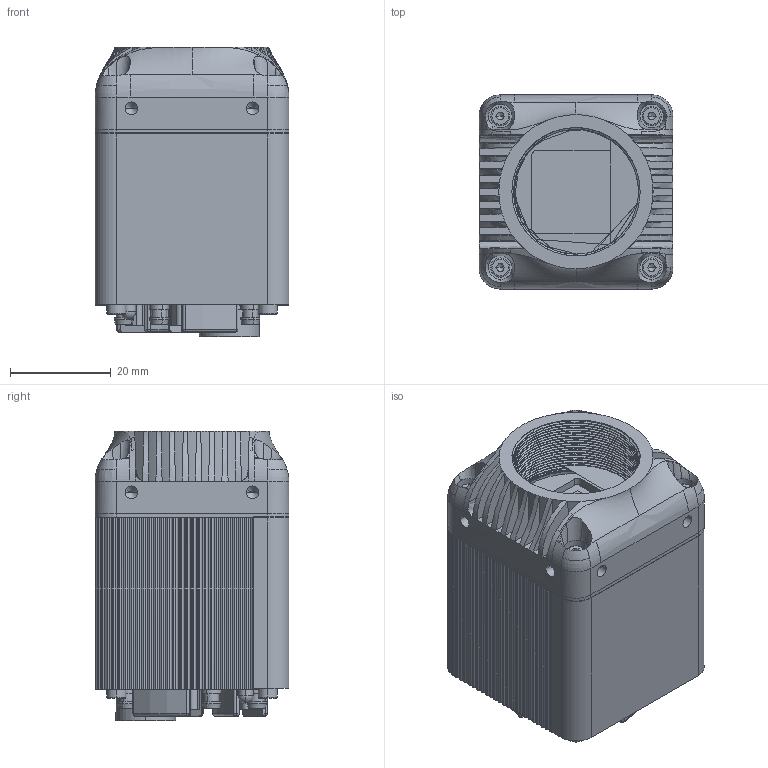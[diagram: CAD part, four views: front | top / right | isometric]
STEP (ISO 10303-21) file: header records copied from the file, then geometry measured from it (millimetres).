
FILE_DESCRIPTION (( 'STEP AP214' ), '1' );
FILE_NAME ('B80-Íâ·¢´øcmos.STEP', '2023-06-19T07:57:26', ( '' ), ( '' ), 'SwSTEP 2.0', 'SolidWorks 2019', '' );
FILE_SCHEMA (( 'AUTOMOTIVE_DESIGN' ));
Length unit declared in the file: millimetre
Products named in the file (1): B80-俋楷湍cmos
Bounding box: 38.41 x 38.4 x 57.38 mm (x, y, z)
Volume: 66549 mm3; surface area: 29095.9 mm2
Topology: 17 solids, 21 shells, 2270 faces, 6104 edges, 3948 vertices
Faces by surface type: plane 1303, cylinder 751, bspline 98, cone 86, torus 20, sphere 12
Entity records: 115299 total; most frequent: CARTESIAN_POINT 34439, ORIENTED_EDGE 12102, DIRECTION 10832, EDGE_CURVE 6051, VERTEX_POINT 3942, VECTOR 3858, LINE 3858, AXIS2_PLACEMENT_3D 3487
